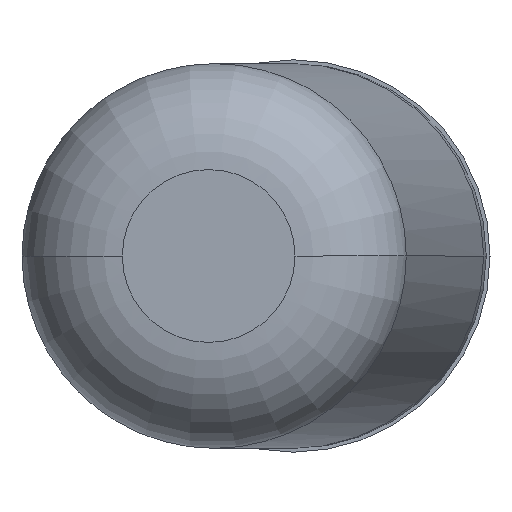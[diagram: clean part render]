
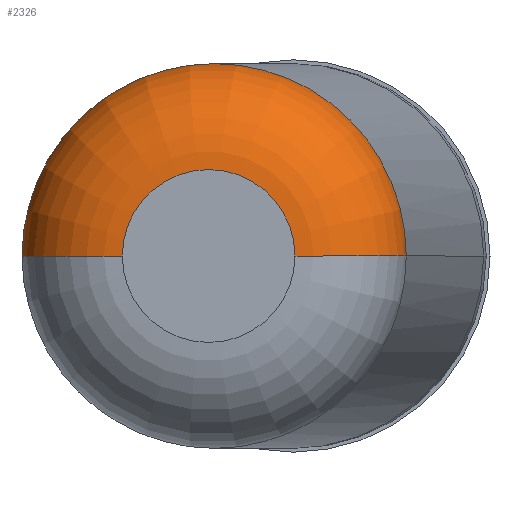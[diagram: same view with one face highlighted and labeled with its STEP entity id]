
A CAD part, front view. The second image highlights one B-rep face of the part: STEP entity #2326.
In plain terms, the highlighted toroidal (fillet/blend) face has major radius 0.155 mm and minor radius 0.19 mm.
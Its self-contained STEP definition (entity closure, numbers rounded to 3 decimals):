
#78 = CARTESIAN_POINT ( 'NONE',  ( 0.165, -12.522, 0.18 ) ) ;
#83 = EDGE_CURVE ( 'NONE', #3721, #2203, #223, .T. ) ;
#115 = CARTESIAN_POINT ( 'NONE',  ( -0.323, -12.497, 0.308 ) ) ;
#142 = CARTESIAN_POINT ( 'NONE',  ( -0.487, -12.488, 0.09 ) ) ;
#156 = CIRCLE ( 'NONE', #2673, 0.19 ) ;
#196 = CARTESIAN_POINT ( 'NONE',  ( 0.202, -12.524, 0. ) ) ;
#223 = CIRCLE ( 'NONE', #2504, 0.19 ) ;
#247 = EDGE_CURVE ( 'NONE', #3570, #2203, #2728, .T. ) ;
#460 = CARTESIAN_POINT ( 'NONE',  ( -0.45, -12.49, 0.18 ) ) ;
#547 = CARTESIAN_POINT ( 'NONE',  ( -0.143, -12.506, 0.345 ) ) ;
#609 = DIRECTION ( 'NONE',  ( 0.052, 0.999, 0. ) ) ;
#622 = ORIENTED_EDGE ( 'NONE', *, *, #1034, .T. ) ;
#702 = CIRCLE ( 'NONE', #2745, 0.155 ) ;
#747 = VERTEX_POINT ( 'NONE', #2416 ) ;
#753 = CARTESIAN_POINT ( 'NONE',  ( -0.053, -12.511, 0.345 ) ) ;
#782 = CARTESIAN_POINT ( 'NONE',  ( 0.037, -12.516, 0.308 ) ) ;
#1034 = EDGE_CURVE ( 'Defeature ausgef�hrt1_9+Defeature ausgef�hrt1_6+Defeature ausgef�hrt1_6+Defeature ausgef�hrt1_6', #3606, #3570, #2319, .T. ) ;
#1075 = CARTESIAN_POINT ( 'NONE',  ( -0.143, -12.506, 0.345 ) ) ;
#1083 = ORIENTED_EDGE ( 'NONE', *, *, #247, .T. ) ;
#1144 = CARTESIAN_POINT ( 'NONE',  ( -0.487, -12.488, 0. ) ) ;
#1166 = DIRECTION ( 'NONE',  ( 1., 0., 0. ) ) ;
#1234 = DIRECTION ( 'NONE',  ( -1., 0., 0. ) ) ;
#1248 = CARTESIAN_POINT ( 'NONE',  ( -0.298, -12.498, 0. ) ) ;
#1330 = ORIENTED_EDGE ( 'NONE', *, *, #83, .F. ) ;
#1406 = CARTESIAN_POINT ( 'NONE',  ( 0.202, -12.524, 0.09 ) ) ;
#1732 = AXIS2_PLACEMENT_3D ( 'NONE', #4194, #609, #2898 ) ;
#1820 = CARTESIAN_POINT ( 'NONE',  ( -0.153, -12.696, 0. ) ) ;
#2053 = EDGE_CURVE ( 'NONE', #747, #3606, #156, .T. ) ;
#2110 = CARTESIAN_POINT ( 'NONE',  ( -0.233, -12.502, 0.345 ) ) ;
#2164 = DIRECTION ( 'NONE',  ( -0.999, 0.052, 0. ) ) ;
#2203 = VERTEX_POINT ( 'NONE', #2824 ) ;
#2319 = B_SPLINE_CURVE_WITH_KNOTS ( 'NONE', 3,
 ( #4064, #1406, #78, #782, #753, #1075 ),
 .UNSPECIFIED., .F., .F.,
 ( 4, 2, 4 ),
 ( 0.5, 0.75, 1. ),
 .UNSPECIFIED. ) ;
#2326 = ADVANCED_FACE ( 'Defeature ausgef�hrt1_9', ( #2342 ), #3023, .T. ) ;
#2342 = FACE_OUTER_BOUND ( 'NONE', #2399, .T. ) ;
#2399 = EDGE_LOOP ( 'NONE', ( #3843, #3239, #622, #1083, #1330 ) ) ;
#2416 = CARTESIAN_POINT ( 'NONE',  ( 0.002, -12.704, 0. ) ) ;
#2504 = AXIS2_PLACEMENT_3D ( 'NONE', #1248, #3933, #1234 ) ;
#2673 = AXIS2_PLACEMENT_3D ( 'NONE', #2836, #3135, #1166 ) ;
#2688 = EDGE_CURVE ( 'Defeature ausgef�hrt1_9+Defeature ausgef�hrt1_8+Defeature ausgef�hrt1_8+Defeature ausgef�hrt1_8', #3721, #747, #702, .T. ) ;
#2728 = B_SPLINE_CURVE_WITH_KNOTS ( 'NONE', 3,
 ( #4115, #2110, #115, #460, #142, #1144 ),
 .UNSPECIFIED., .F., .F.,
 ( 4, 2, 4 ),
 ( 0., 0.25, 0.5 ),
 .UNSPECIFIED. ) ;
#2745 = AXIS2_PLACEMENT_3D ( 'NONE', #1820, #2908, #2164 ) ;
#2824 = CARTESIAN_POINT ( 'NONE',  ( -0.487, -12.488, 0. ) ) ;
#2836 = CARTESIAN_POINT ( 'NONE',  ( 0.012, -12.514, 0. ) ) ;
#2898 = DIRECTION ( 'NONE',  ( -0.999, 0.052, 0. ) ) ;
#2908 = DIRECTION ( 'NONE',  ( 0.052, 0.999, 0. ) ) ;
#3021 = CARTESIAN_POINT ( 'NONE',  ( -0.308, -12.688, 0. ) ) ;
#3023 = TOROIDAL_SURFACE ( 'NONE', #1732, 0.155, 0.19 ) ;
#3135 = DIRECTION ( 'NONE',  ( 0., 0., 1. ) ) ;
#3239 = ORIENTED_EDGE ( 'NONE', *, *, #2053, .T. ) ;
#3570 = VERTEX_POINT ( 'NONE', #547 ) ;
#3606 = VERTEX_POINT ( 'NONE', #196 ) ;
#3721 = VERTEX_POINT ( 'NONE', #3021 ) ;
#3843 = ORIENTED_EDGE ( 'NONE', *, *, #2688, .T. ) ;
#3933 = DIRECTION ( 'NONE',  ( 0., 0., -1. ) ) ;
#4064 = CARTESIAN_POINT ( 'NONE',  ( 0.202, -12.524, 0. ) ) ;
#4115 = CARTESIAN_POINT ( 'NONE',  ( -0.143, -12.506, 0.345 ) ) ;
#4194 = CARTESIAN_POINT ( 'NONE',  ( -0.143, -12.506, 0. ) ) ;
